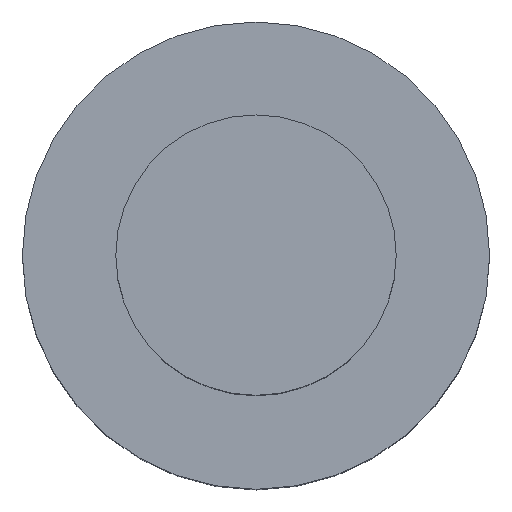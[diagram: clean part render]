
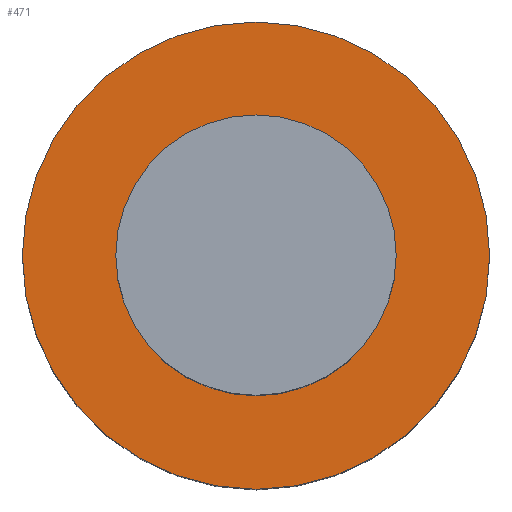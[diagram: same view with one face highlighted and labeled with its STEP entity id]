
A CAD part, top view. The second image highlights one B-rep face of the part: STEP entity #471.
In plain terms, the highlighted face is planar.
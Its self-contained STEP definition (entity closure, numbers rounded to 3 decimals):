
#304=CARTESIAN_POINT('',(0.,0.,0.));
#305=DIRECTION('',(0.,0.,-1.));
#306=DIRECTION('',(0.,1.,0.));
#307=AXIS2_PLACEMENT_3D('',#304,#305,#306);
#312=CARTESIAN_POINT('',(0.,0.,0.));
#313=DIRECTION('',(0.,0.,1.));
#314=DIRECTION('',(0.,1.,0.));
#315=AXIS2_PLACEMENT_3D('',#312,#313,#314);
#334=CARTESIAN_POINT('',(0.,0.,0.));
#335=DIRECTION('',(0.,0.,1.));
#336=DIRECTION('',(0.,1.,0.));
#337=AXIS2_PLACEMENT_3D('',#334,#335,#336);
#342=CARTESIAN_POINT('',(0.,0.,0.));
#343=DIRECTION('',(0.,0.,-1.));
#344=DIRECTION('',(0.,1.,0.));
#345=AXIS2_PLACEMENT_3D('',#342,#343,#344);
#397=CARTESIAN_POINT('',(0.,3.,0.));
#399=VERTEX_POINT('',#397);
#400=CARTESIAN_POINT('',(0.,5.,0.));
#402=VERTEX_POINT('',#400);
#407=CARTESIAN_POINT('',(0.,-3.,0.));
#409=VERTEX_POINT('',#407);
#410=CARTESIAN_POINT('',(0.,-5.,0.));
#412=VERTEX_POINT('',#410);
#456=CARTESIAN_POINT('',(0.,0.,0.));
#457=DIRECTION('',(0.,0.,-1.));
#458=DIRECTION('',(0.,-1.,0.));
#459=AXIS2_PLACEMENT_3D('',#456,#457,#458);
#460=PLANE('',#459);
#462=ORIENTED_EDGE('',*,*,#461,.T.);
#464=ORIENTED_EDGE('',*,*,#463,.F.);
#465=EDGE_LOOP('',(#462,#464));
#466=FACE_OUTER_BOUND('',#465,.F.);
#467=ORIENTED_EDGE('',*,*,#451,.T.);
#468=ORIENTED_EDGE('',*,*,#435,.F.);
#469=EDGE_LOOP('',(#467,#468));
#470=FACE_BOUND('',#469,.F.);
#471=ADVANCED_FACE('',(#466,#470),#460,.T.);
#308=CIRCLE('',#307,3.);
#316=CIRCLE('',#315,3.);
#338=CIRCLE('',#337,5.);
#346=CIRCLE('',#345,5.);
#435=EDGE_CURVE('',#399,#409,#316,.T.);
#451=EDGE_CURVE('',#399,#409,#308,.T.);
#461=EDGE_CURVE('',#402,#412,#338,.T.);
#463=EDGE_CURVE('',#402,#412,#346,.T.);
